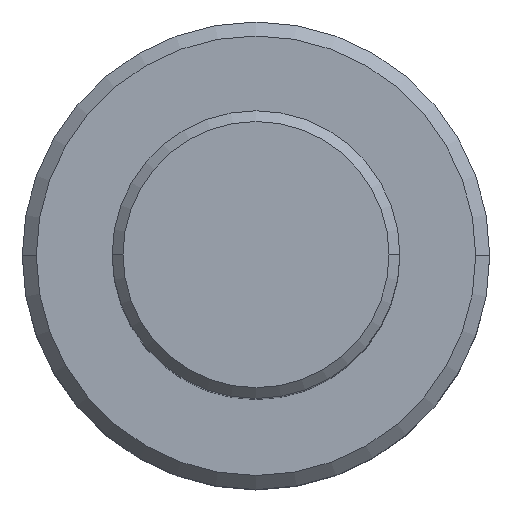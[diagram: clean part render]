
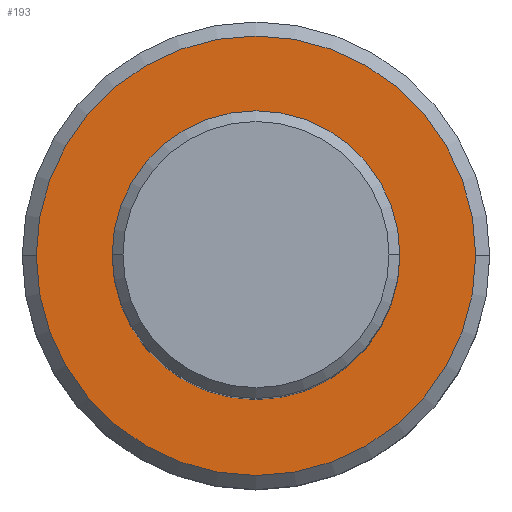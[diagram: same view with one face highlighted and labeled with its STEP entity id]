
A CAD part, top view. The second image highlights one B-rep face of the part: STEP entity #193.
In plain terms, the highlighted planar face has unit normal (0, 0, 1).
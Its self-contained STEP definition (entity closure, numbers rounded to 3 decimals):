
#23 = AXIS2_PLACEMENT_3D ( 'NONE', #456, #726, #132 ) ;
#41 = AXIS2_PLACEMENT_3D ( 'NONE', #756, #99, #236 ) ;
#46 = EDGE_LOOP ( 'NONE', ( #185, #626 ) ) ;
#56 = DIRECTION ( 'NONE',  ( -1., 0., 0. ) ) ;
#91 = DIRECTION ( 'NONE',  ( 0., 0., -1. ) ) ;
#99 = DIRECTION ( 'NONE',  ( 0., 0., 1. ) ) ;
#112 = VERTEX_POINT ( 'NONE', #585 ) ;
#132 = DIRECTION ( 'NONE',  ( -1., 0., 0. ) ) ;
#163 = EDGE_CURVE ( 'NONE', #279, #112, #164, .T. ) ;
#164 = CIRCLE ( 'NONE', #644, 6.11 ) ;
#175 = EDGE_CURVE ( 'NONE', #235, #743, #600, .T. ) ;
#185 = ORIENTED_EDGE ( 'NONE', *, *, #163, .T. ) ;
#193 = ADVANCED_FACE ( 'NONE', ( #409, #532 ), #419, .F. ) ;
#214 = DIRECTION ( 'NONE',  ( 0., -1., 0. ) ) ;
#231 = DIRECTION ( 'NONE',  ( 0., 0., 1. ) ) ;
#235 = VERTEX_POINT ( 'NONE', #483 ) ;
#236 = DIRECTION ( 'NONE',  ( -1., 0., 0. ) ) ;
#279 = VERTEX_POINT ( 'NONE', #345 ) ;
#281 = AXIS2_PLACEMENT_3D ( 'NONE', #609, #91, #214 ) ;
#345 = CARTESIAN_POINT ( 'NONE',  ( -6.11, 0., -18. ) ) ;
#354 = CIRCLE ( 'NONE', #463, 4. ) ;
#373 = EDGE_CURVE ( 'NONE', #743, #235, #354, .T. ) ;
#409 = FACE_BOUND ( 'NONE', #749, .T. ) ;
#419 = PLANE ( 'NONE',  #281 ) ;
#430 = ORIENTED_EDGE ( 'NONE', *, *, #175, .F. ) ;
#446 = CARTESIAN_POINT ( 'NONE',  ( 0., 0., -18. ) ) ;
#456 = CARTESIAN_POINT ( 'NONE',  ( 0., 0., -18. ) ) ;
#463 = AXIS2_PLACEMENT_3D ( 'NONE', #563, #231, #762 ) ;
#483 = CARTESIAN_POINT ( 'NONE',  ( 4., 0., -18. ) ) ;
#524 = CIRCLE ( 'NONE', #41, 6.11 ) ;
#532 = FACE_OUTER_BOUND ( 'NONE', #46, .T. ) ;
#563 = CARTESIAN_POINT ( 'NONE',  ( 0., 0., -18. ) ) ;
#581 = ORIENTED_EDGE ( 'NONE', *, *, #373, .F. ) ;
#585 = CARTESIAN_POINT ( 'NONE',  ( 6.11, 0., -18. ) ) ;
#600 = CIRCLE ( 'NONE', #23, 4. ) ;
#609 = CARTESIAN_POINT ( 'NONE',  ( 0., 0., -18. ) ) ;
#626 = ORIENTED_EDGE ( 'NONE', *, *, #736, .T. ) ;
#644 = AXIS2_PLACEMENT_3D ( 'NONE', #446, #717, #56 ) ;
#717 = DIRECTION ( 'NONE',  ( 0., 0., 1. ) ) ;
#726 = DIRECTION ( 'NONE',  ( 0., 0., 1. ) ) ;
#736 = EDGE_CURVE ( 'NONE', #112, #279, #524, .T. ) ;
#743 = VERTEX_POINT ( 'NONE', #761 ) ;
#749 = EDGE_LOOP ( 'NONE', ( #430, #581 ) ) ;
#756 = CARTESIAN_POINT ( 'NONE',  ( 0., 0., -18. ) ) ;
#761 = CARTESIAN_POINT ( 'NONE',  ( -4., 0., -18. ) ) ;
#762 = DIRECTION ( 'NONE',  ( -1., 0., 0. ) ) ;
